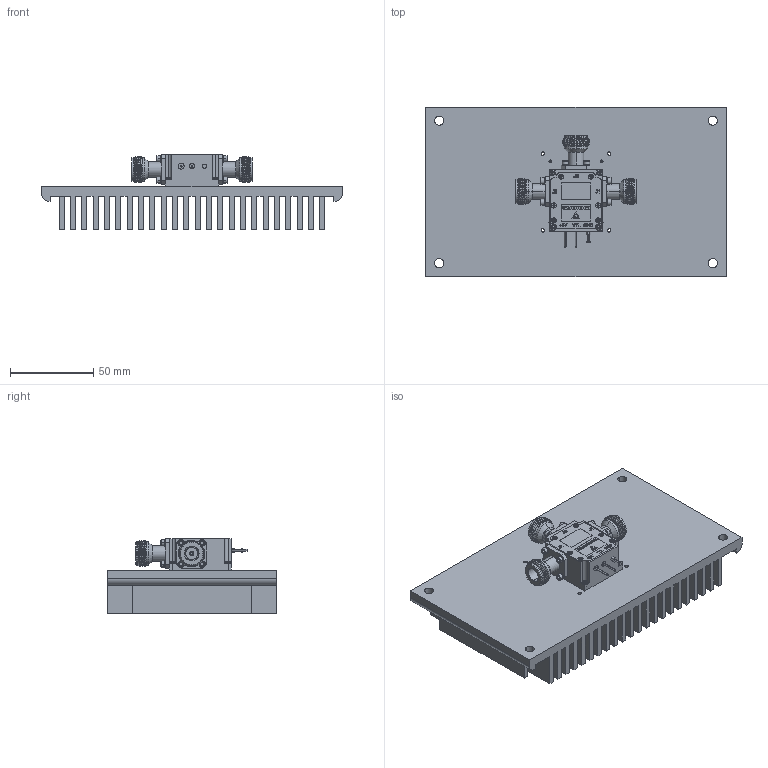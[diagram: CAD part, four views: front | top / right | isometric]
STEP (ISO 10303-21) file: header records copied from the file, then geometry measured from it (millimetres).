
FILE_DESCRIPTION (( 'STEP AP203' ), '1' );
FILE_NAME ('FMSW1108.step', '2020-09-08T22:19:14', ( '' ), ( '' ), 'SwSTEP 2.0', 'SolidWorks 2018', '' );
FILE_SCHEMA (( 'CONFIG_CONTROL_DESIGN' ));
Products named in the file (1): FMSW1108
Bounding box: 180 x 101.5 x 45.05 mm (x, y, z)
Volume: 282840.5 mm3; surface area: 149744.8 mm2
Topology: 6 solids, 12 shells, 1742 faces, 4604 edges, 2994 vertices
Faces by surface type: plane 844, cylinder 438, cone 271, bspline 161, torus 16, sphere 12
Entity records: 69456 total; most frequent: CARTESIAN_POINT 28596, ORIENTED_EDGE 9192, DIRECTION 7582, EDGE_CURVE 4596, VERTEX_POINT 2990, AXIS2_PLACEMENT_3D 2562, VECTOR 2458, LINE 2458
